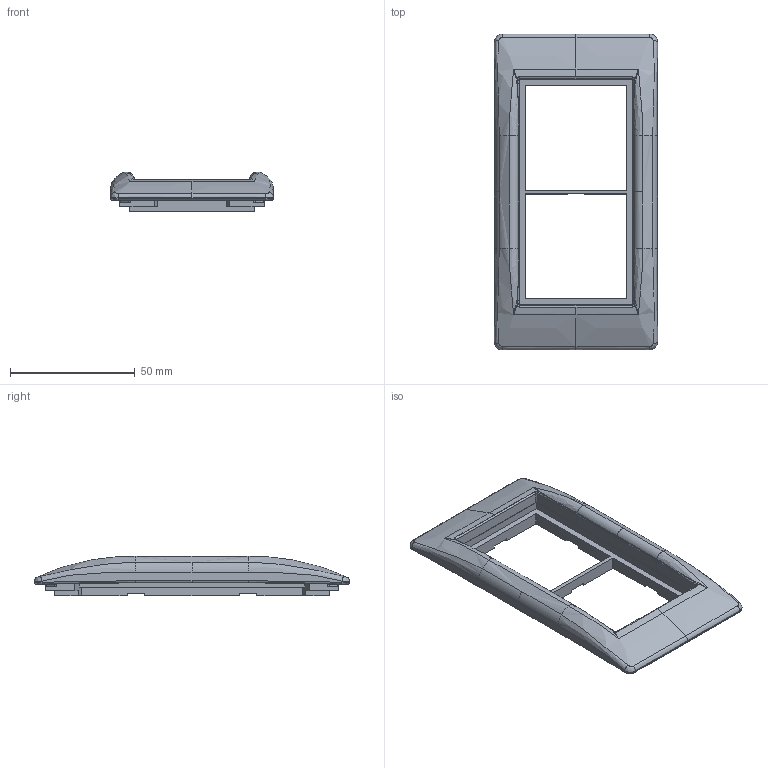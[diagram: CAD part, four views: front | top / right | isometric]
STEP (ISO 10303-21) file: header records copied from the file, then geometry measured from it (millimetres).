
FILE_DESCRIPTION (( 'STEP AP214' ), '1' );
FILE_NAME ('CKK-40D-RSU4-060-K01 Ðàìêà è ñóïïîðò äëÿ Ê.Ê. Ïðàéìåð íà 4 ìîäóëÿ, 60 ìì áåëûé IEK.STEP', '2016-07-14T08:32:33', ( '' ), ( '' ), 'SwSTEP 2.0', 'SolidWorks 2014', '' );
FILE_SCHEMA (( 'AUTOMOTIVE_DESIGN' ));
Length unit declared in the file: millimetre
Products named in the file (1): CKK-40D-RSU4-060-K01 Ðàìêà è ñóïïîðò äëÿ Ê.Ê. Ïðàéìåð íà 4 ìîäóëÿ, 60 ìì áåëûé IEK
Bounding box: 65.37 x 126.37 x 15.97 mm (x, y, z)
Volume: 18132.4 mm3; surface area: 23772.8 mm2
Topology: 2 solids, 2 shells, 356 faces, 996 edges, 630 vertices
Faces by surface type: bspline 155, plane 152, cylinder 37, cone 12
Entity records: 26935 total; most frequent: CARTESIAN_POINT 19095, ORIENTED_EDGE 1976, DIRECTION 1027, EDGE_CURVE 988, VERTEX_POINT 630, VECTOR 543, LINE 543, B_SPLINE_CURVE_WITH_KNOTS 376
